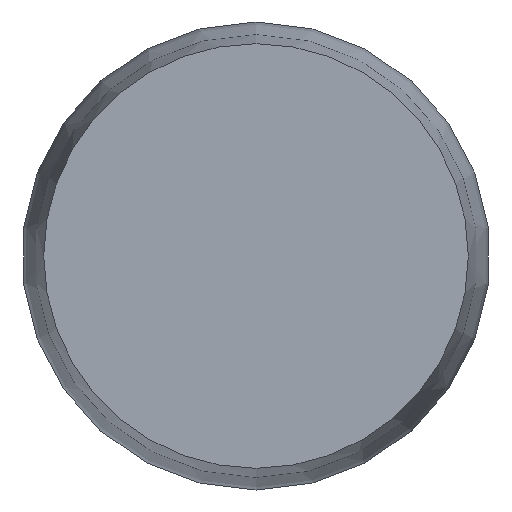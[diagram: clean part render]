
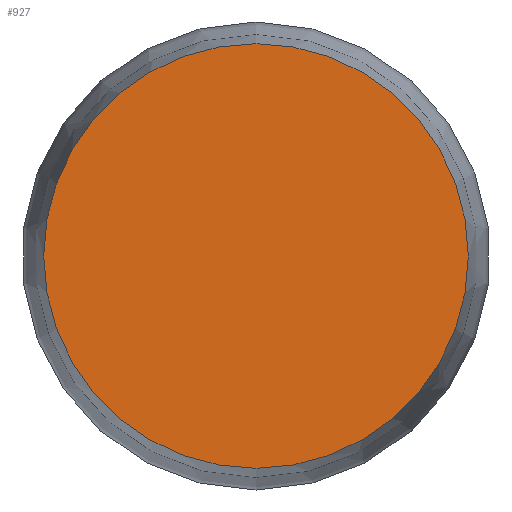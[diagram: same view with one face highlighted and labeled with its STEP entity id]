
A CAD part, left-side view. The second image highlights one B-rep face of the part: STEP entity #927.
In plain terms, the highlighted planar face has unit normal (-1, 0, 0).
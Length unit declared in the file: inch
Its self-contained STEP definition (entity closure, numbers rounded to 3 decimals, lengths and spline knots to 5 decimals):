
#22 = VERTEX_POINT ( 'NONE', #363 ) ;
#184 = DIRECTION ( 'NONE',  ( 1., 0., 0. ) ) ;
#283 = CIRCLE ( 'NONE', #1075, 0.01875 ) ;
#363 = CARTESIAN_POINT ( 'NONE',  ( 0., 0., 0.01875 ) ) ;
#749 = AXIS2_PLACEMENT_3D ( 'NONE', #1273, #184, #1561 ) ;
#858 = DIRECTION ( 'NONE',  ( -1., 0., 0. ) ) ;
#917 = PLANE ( 'NONE',  #749 ) ;
#927 = ADVANCED_FACE ( 'NONE', ( #1830 ), #917, .F. ) ;
#1075 = AXIS2_PLACEMENT_3D ( 'NONE', #1133, #858, #1619 ) ;
#1133 = CARTESIAN_POINT ( 'NONE',  ( 0., 0., 0. ) ) ;
#1234 = EDGE_LOOP ( 'NONE', ( #1379 ) ) ;
#1273 = CARTESIAN_POINT ( 'NONE',  ( 0., 0.01595, 0. ) ) ;
#1379 = ORIENTED_EDGE ( 'NONE', *, *, #1871, .T. ) ;
#1561 = DIRECTION ( 'NONE',  ( 0., 0., -1. ) ) ;
#1619 = DIRECTION ( 'NONE',  ( 0., 0., 1. ) ) ;
#1830 = FACE_OUTER_BOUND ( 'NONE', #1234, .T. ) ;
#1871 = EDGE_CURVE ( 'NONE', #22, #22, #283, .T. ) ;
